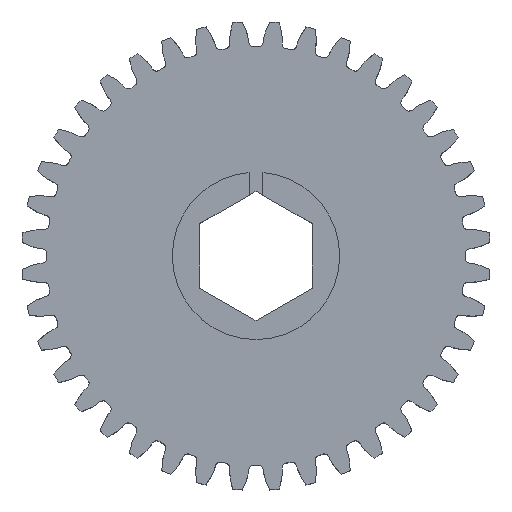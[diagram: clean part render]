
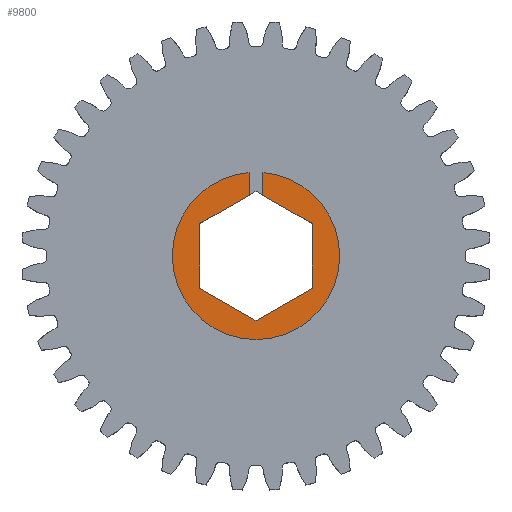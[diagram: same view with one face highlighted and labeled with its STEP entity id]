
A CAD part, top view. The second image highlights one B-rep face of the part: STEP entity #9800.
In plain terms, the highlighted planar face has unit normal (0, 0, 1).
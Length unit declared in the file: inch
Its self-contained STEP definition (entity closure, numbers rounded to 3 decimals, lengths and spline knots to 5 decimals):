
#69 = LINE ( 'NONE', #9001, #3960 ) ;
#77 = CIRCLE ( 'NONE', #6595, 0.375 ) ;
#156 = ORIENTED_EDGE ( 'NONE', *, *, #6586, .F. ) ;
#398 = FACE_OUTER_BOUND ( 'NONE', #12863, .T. ) ;
#450 = VERTEX_POINT ( 'NONE', #14655 ) ;
#561 = CARTESIAN_POINT ( 'NONE',  ( -0.251, -0.14491, 0.249 ) ) ;
#643 = VERTEX_POINT ( 'NONE', #6735 ) ;
#678 = VECTOR ( 'NONE', #3273, 39.37008 ) ;
#764 = DIRECTION ( 'NONE',  ( 0., -1., 0. ) ) ;
#956 = CARTESIAN_POINT ( 'NONE',  ( 0.03125, 0.3737, 0.249 ) ) ;
#1138 = DIRECTION ( 'NONE',  ( 1., 0., 0. ) ) ;
#1252 = VECTOR ( 'NONE', #11591, 39.37008 ) ;
#1395 = EDGE_CURVE ( 'NONE', #14575, #6799, #14726, .T. ) ;
#1918 = LINE ( 'NONE', #561, #3122 ) ;
#2124 = ORIENTED_EDGE ( 'NONE', *, *, #9300, .F. ) ;
#2218 = EDGE_CURVE ( 'NONE', #3704, #16126, #14774, .T. ) ;
#2362 = CARTESIAN_POINT ( 'NONE',  ( -0.03125, 0.16606, 0.249 ) ) ;
#2591 = VECTOR ( 'NONE', #16685, 39.37008 ) ;
#2732 = LINE ( 'NONE', #16757, #1252 ) ;
#3122 = VECTOR ( 'NONE', #9656, 39.37008 ) ;
#3262 = DIRECTION ( 'NONE',  ( 0.866, 0.5, 0. ) ) ;
#3273 = DIRECTION ( 'NONE',  ( -0.866, -0.5, 0. ) ) ;
#3313 = VERTEX_POINT ( 'NONE', #10152 ) ;
#3546 = VERTEX_POINT ( 'NONE', #956 ) ;
#3704 = VERTEX_POINT ( 'NONE', #3906 ) ;
#3906 = CARTESIAN_POINT ( 'NONE',  ( -0.375, 0., 0.249 ) ) ;
#3960 = VECTOR ( 'NONE', #16797, 39.37008 ) ;
#4068 = DIRECTION ( 'NONE',  ( 1., 0., 0. ) ) ;
#4388 = DIRECTION ( 'NONE',  ( 1., 0., 0. ) ) ;
#4414 = CIRCLE ( 'NONE', #4974, 0.375 ) ;
#4764 = ORIENTED_EDGE ( 'NONE', *, *, #14672, .T. ) ;
#4782 = VECTOR ( 'NONE', #12628, 39.37008 ) ;
#4974 = AXIS2_PLACEMENT_3D ( 'NONE', #13951, #7344, #1138 ) ;
#5182 = DIRECTION ( 'NONE',  ( 0., 0., 1. ) ) ;
#5540 = VERTEX_POINT ( 'NONE', #9747 ) ;
#5583 = EDGE_CURVE ( 'NONE', #11547, #3313, #1918, .T. ) ;
#5807 = ORIENTED_EDGE ( 'NONE', *, *, #13020, .F. ) ;
#5951 = VERTEX_POINT ( 'NONE', #9465 ) ;
#6427 = LINE ( 'NONE', #8895, #2591 ) ;
#6586 = EDGE_CURVE ( 'NONE', #5951, #450, #6427, .T. ) ;
#6595 = AXIS2_PLACEMENT_3D ( 'NONE', #14178, #5182, #4068 ) ;
#6666 = ORIENTED_EDGE ( 'NONE', *, *, #7550, .F. ) ;
#6687 = AXIS2_PLACEMENT_3D ( 'NONE', #14490, #8225, #4388 ) ;
#6735 = CARTESIAN_POINT ( 'NONE',  ( 0.03125, 0.27179, 0.249 ) ) ;
#6799 = VERTEX_POINT ( 'NONE', #16625 ) ;
#7005 = CARTESIAN_POINT ( 'NONE',  ( 0., -0.28983, 0.249 ) ) ;
#7344 = DIRECTION ( 'NONE',  ( 0., 0., 1. ) ) ;
#7550 = EDGE_CURVE ( 'NONE', #450, #643, #12709, .T. ) ;
#8225 = DIRECTION ( 'NONE',  ( 0., 0., 1. ) ) ;
#8372 = EDGE_CURVE ( 'NONE', #6799, #11547, #2732, .T. ) ;
#8565 = DIRECTION ( 'NONE',  ( 0., 0., 1. ) ) ;
#8739 = ORIENTED_EDGE ( 'NONE', *, *, #13209, .T. ) ;
#8895 = CARTESIAN_POINT ( 'NONE',  ( 0.251, -0.14491, 0.249 ) ) ;
#9001 = CARTESIAN_POINT ( 'NONE',  ( 0.03125, 0.16606, 0.249 ) ) ;
#9300 = EDGE_CURVE ( 'NONE', #643, #3546, #69, .T. ) ;
#9416 = PLANE ( 'NONE',  #6687 ) ;
#9460 = CARTESIAN_POINT ( 'NONE',  ( 0.375, 0., 0.249 ) ) ;
#9465 = CARTESIAN_POINT ( 'NONE',  ( 0.251, -0.14491, 0.249 ) ) ;
#9656 = DIRECTION ( 'NONE',  ( 0.866, -0.5, 0. ) ) ;
#9729 = LINE ( 'NONE', #7005, #14989 ) ;
#9747 = CARTESIAN_POINT ( 'NONE',  ( -0.03125, 0.3737, 0.249 ) ) ;
#9800 = ADVANCED_FACE ( 'NONE', ( #398 ), #9416, .T. ) ;
#10152 = CARTESIAN_POINT ( 'NONE',  ( 0., -0.28983, 0.249 ) ) ;
#10577 = ORIENTED_EDGE ( 'NONE', *, *, #1395, .F. ) ;
#10746 = ORIENTED_EDGE ( 'NONE', *, *, #5583, .F. ) ;
#10957 = ORIENTED_EDGE ( 'NONE', *, *, #8372, .F. ) ;
#11203 = VECTOR ( 'NONE', #764, 39.37008 ) ;
#11547 = VERTEX_POINT ( 'NONE', #12193 ) ;
#11591 = DIRECTION ( 'NONE',  ( 0., -1., 0. ) ) ;
#12193 = CARTESIAN_POINT ( 'NONE',  ( -0.251, -0.14491, 0.249 ) ) ;
#12628 = DIRECTION ( 'NONE',  ( -0.866, 0.5, 0. ) ) ;
#12709 = LINE ( 'NONE', #13980, #4782 ) ;
#12863 = EDGE_LOOP ( 'NONE', ( #12874, #4764, #16733, #8739, #2124, #6666, #156, #5807, #10746, #10957, #10577 ) ) ;
#12874 = ORIENTED_EDGE ( 'NONE', *, *, #13766, .F. ) ;
#13020 = EDGE_CURVE ( 'NONE', #3313, #5951, #9729, .T. ) ;
#13209 = EDGE_CURVE ( 'NONE', #16126, #3546, #4414, .T. ) ;
#13766 = EDGE_CURVE ( 'NONE', #5540, #14575, #15100, .T. ) ;
#13951 = CARTESIAN_POINT ( 'NONE',  ( 0., 0., 0.249 ) ) ;
#13980 = CARTESIAN_POINT ( 'NONE',  ( 0.251, 0.14491, 0.249 ) ) ;
#14178 = CARTESIAN_POINT ( 'NONE',  ( 0., 0., 0.249 ) ) ;
#14490 = CARTESIAN_POINT ( 'NONE',  ( 0., 0., 0.249 ) ) ;
#14506 = CARTESIAN_POINT ( 'NONE',  ( -0.03125, 0.27179, 0.249 ) ) ;
#14575 = VERTEX_POINT ( 'NONE', #14506 ) ;
#14655 = CARTESIAN_POINT ( 'NONE',  ( 0.251, 0.14491, 0.249 ) ) ;
#14672 = EDGE_CURVE ( 'NONE', #5540, #3704, #77, .T. ) ;
#14726 = LINE ( 'NONE', #15994, #678 ) ;
#14774 = CIRCLE ( 'NONE', #16667, 0.375 ) ;
#14989 = VECTOR ( 'NONE', #3262, 39.37008 ) ;
#14997 = CARTESIAN_POINT ( 'NONE',  ( 0., 0., 0.249 ) ) ;
#15080 = DIRECTION ( 'NONE',  ( 1., 0., 0. ) ) ;
#15100 = LINE ( 'NONE', #2362, #11203 ) ;
#15994 = CARTESIAN_POINT ( 'NONE',  ( 0., 0.28983, 0.249 ) ) ;
#16126 = VERTEX_POINT ( 'NONE', #9460 ) ;
#16625 = CARTESIAN_POINT ( 'NONE',  ( -0.251, 0.14491, 0.249 ) ) ;
#16667 = AXIS2_PLACEMENT_3D ( 'NONE', #14997, #8565, #15080 ) ;
#16685 = DIRECTION ( 'NONE',  ( 0., 1., 0. ) ) ;
#16733 = ORIENTED_EDGE ( 'NONE', *, *, #2218, .T. ) ;
#16757 = CARTESIAN_POINT ( 'NONE',  ( -0.251, 0.14491, 0.249 ) ) ;
#16797 = DIRECTION ( 'NONE',  ( 0., 1., 0. ) ) ;
